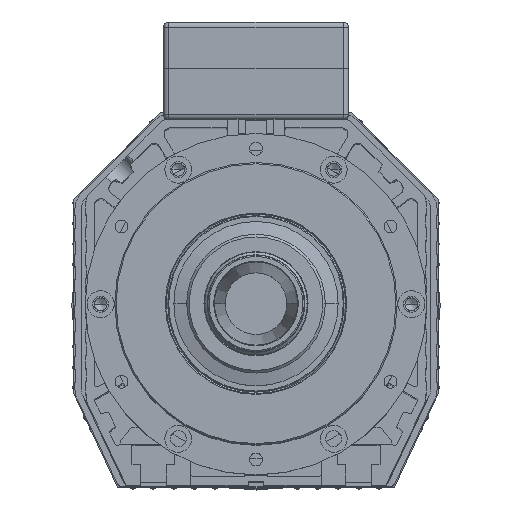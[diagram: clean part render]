
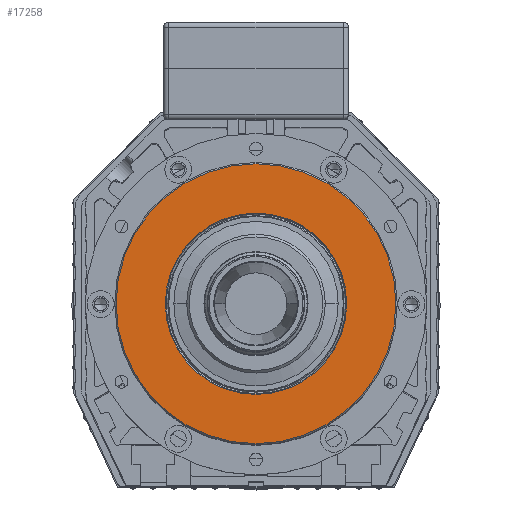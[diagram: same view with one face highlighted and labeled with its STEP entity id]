
A CAD part, top view. The second image highlights one B-rep face of the part: STEP entity #17258.
In plain terms, the highlighted face is planar.
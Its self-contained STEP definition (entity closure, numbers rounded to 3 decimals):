
#1390 = VERTEX_POINT ( 'NONE', #13979 ) ;
#1828 = CARTESIAN_POINT ( 'NONE',  ( 2712.062, 1659.129, 0. ) ) ;
#2986 = ORIENTED_EDGE ( 'NONE', *, *, #35390, .F. ) ;
#3113 = CARTESIAN_POINT ( 'NONE',  ( 2712.062, 1659.129, 0. ) ) ;
#3253 = ORIENTED_EDGE ( 'NONE', *, *, #27100, .T. ) ;
#4328 = CARTESIAN_POINT ( 'NONE',  ( 2712.062, 1659.129, 0. ) ) ;
#4546 = CARTESIAN_POINT ( 'NONE',  ( 2712.062, 1659.129, 35.3 ) ) ;
#5024 = DIRECTION ( 'NONE',  ( 0., 0., -1. ) ) ;
#5217 = DIRECTION ( 'NONE',  ( 1., 0., 0. ) ) ;
#8100 = AXIS2_PLACEMENT_3D ( 'NONE', #41288, #21166, #18796 ) ;
#8207 = DIRECTION ( 'NONE',  ( 1., 0., 0. ) ) ;
#9049 = AXIS2_PLACEMENT_3D ( 'NONE', #1828, #5217, #35365 ) ;
#9669 = CIRCLE ( 'NONE', #8100, 54.5 ) ;
#11171 = DIRECTION ( 'NONE',  ( 0., 0., -1. ) ) ;
#13516 = CIRCLE ( 'NONE', #9049, 35.3 ) ;
#13979 = CARTESIAN_POINT ( 'NONE',  ( 2712.062, 1659.129, -54.5 ) ) ;
#15052 = PLANE ( 'NONE',  #16828 ) ;
#15925 = DIRECTION ( 'NONE',  ( 1., 0., 0. ) ) ;
#16828 = AXIS2_PLACEMENT_3D ( 'NONE', #25435, #8207, #5024 ) ;
#17258 = ADVANCED_FACE ( 'NONE', ( #25960, #27028 ), #15052, .F. ) ;
#17309 = CIRCLE ( 'NONE', #37377, 54.5 ) ;
#17875 = EDGE_CURVE ( 'NONE', #33006, #33057, #42226, .T. ) ;
#18796 = DIRECTION ( 'NONE',  ( 0., 0., -1. ) ) ;
#21166 = DIRECTION ( 'NONE',  ( 1., 0., 0. ) ) ;
#24665 = ORIENTED_EDGE ( 'NONE', *, *, #37013, .F. ) ;
#25435 = CARTESIAN_POINT ( 'NONE',  ( 2712.062, 0., 0. ) ) ;
#25629 = ORIENTED_EDGE ( 'NONE', *, *, #17875, .T. ) ;
#25960 = FACE_OUTER_BOUND ( 'NONE', #30101, .T. ) ;
#26455 = DIRECTION ( 'NONE',  ( 0., 0., -1. ) ) ;
#27028 = FACE_BOUND ( 'NONE', #29014, .T. ) ;
#27100 = EDGE_CURVE ( 'NONE', #33057, #33006, #13516, .T. ) ;
#27242 = VERTEX_POINT ( 'NONE', #32121 ) ;
#27736 = CARTESIAN_POINT ( 'NONE',  ( 2712.062, 1659.129, -35.3 ) ) ;
#29014 = EDGE_LOOP ( 'NONE', ( #3253, #25629 ) ) ;
#30101 = EDGE_LOOP ( 'NONE', ( #2986, #24665 ) ) ;
#32121 = CARTESIAN_POINT ( 'NONE',  ( 2712.062, 1659.129, 54.5 ) ) ;
#33006 = VERTEX_POINT ( 'NONE', #27736 ) ;
#33057 = VERTEX_POINT ( 'NONE', #4546 ) ;
#35365 = DIRECTION ( 'NONE',  ( 0., 0., -1. ) ) ;
#35390 = EDGE_CURVE ( 'NONE', #1390, #27242, #9669, .T. ) ;
#37013 = EDGE_CURVE ( 'NONE', #27242, #1390, #17309, .T. ) ;
#37377 = AXIS2_PLACEMENT_3D ( 'NONE', #3113, #15925, #26455 ) ;
#37668 = DIRECTION ( 'NONE',  ( 1., 0., 0. ) ) ;
#39314 = AXIS2_PLACEMENT_3D ( 'NONE', #4328, #37668, #11171 ) ;
#41288 = CARTESIAN_POINT ( 'NONE',  ( 2712.062, 1659.129, 0. ) ) ;
#42226 = CIRCLE ( 'NONE', #39314, 35.3 ) ;
